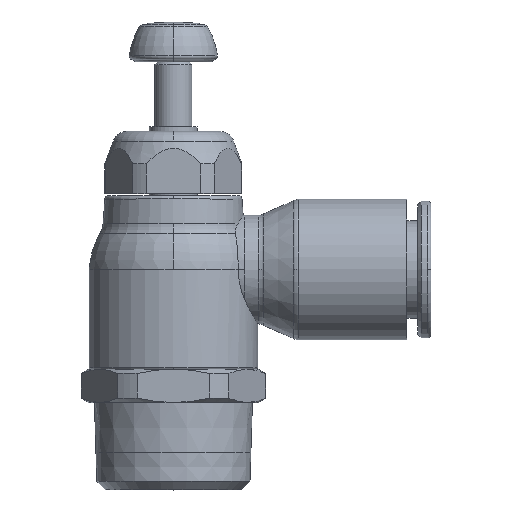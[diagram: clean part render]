
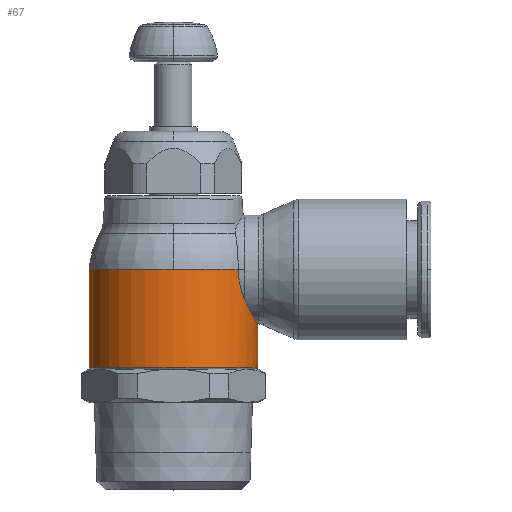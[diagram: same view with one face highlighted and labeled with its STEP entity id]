
A CAD part, top view. The second image highlights one B-rep face of the part: STEP entity #67.
In plain terms, the highlighted cylindrical face has radius 11.4 mm (diameter 22.801 mm), a partial arc.
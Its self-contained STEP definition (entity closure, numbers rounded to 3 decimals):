
#67=ADVANCED_FACE('',(#220),#221,.T.);
#220=FACE_OUTER_BOUND('',#495,.T.);
#221=CYLINDRICAL_SURFACE('',#496,11.4);
#495=EDGE_LOOP('',(#891,#892,#893,#894,#895,#896,#897,#898));
#496=AXIS2_PLACEMENT_3D('',#899,#900,#901);
#891=ORIENTED_EDGE('',*,*,#1851,.F.);
#892=ORIENTED_EDGE('',*,*,#1852,.T.);
#893=ORIENTED_EDGE('',*,*,#1808,.T.);
#894=ORIENTED_EDGE('',*,*,#1853,.F.);
#895=ORIENTED_EDGE('',*,*,#1854,.T.);
#896=ORIENTED_EDGE('',*,*,#1855,.T.);
#897=ORIENTED_EDGE('',*,*,#1848,.F.);
#898=ORIENTED_EDGE('',*,*,#1856,.F.);
#899=CARTESIAN_POINT('',(0.0,11.35,0.0));
#900=DIRECTION('',(0.0,1.0,0.0));
#901=DIRECTION('',(-1.0,0.0,0.0));
#1808=EDGE_CURVE('',#2159,#2165,#2167,.T.);
#1848=EDGE_CURVE('',#2238,#2241,#2242,.T.);
#1851=EDGE_CURVE('',#2246,#2247,#2248,.T.);
#1852=EDGE_CURVE('',#2246,#2159,#2249,.T.);
#1853=EDGE_CURVE('',#2250,#2165,#2251,.T.);
#1854=EDGE_CURVE('',#2250,#2252,#2253,.T.);
#1855=EDGE_CURVE('',#2252,#2241,#2254,.T.);
#1856=EDGE_CURVE('',#2247,#2238,#2255,.T.);
#2159=VERTEX_POINT('',#2704);
#2165=VERTEX_POINT('',#2710);
#2167=CIRCLE('',#2712,11.4);
#2238=VERTEX_POINT('',#2854);
#2241=VERTEX_POINT('',#2857);
#2242=CIRCLE('',#2858,11.4);
#2246=VERTEX_POINT('',#2873);
#2247=VERTEX_POINT('',#2874);
#2248=LINE('',#2875,#2876);
#2249=CIRCLE('',#2877,11.4);
#2250=VERTEX_POINT('',#2878);
#2251=LINE('',#2879,#2880);
#2252=VERTEX_POINT('',#2881);
#2253=B_SPLINE_CURVE_WITH_KNOTS('',3,(#2882,#2883,#2884,#2885,#2886,#2887,#2888,#2889,#2890,#2891,#2892,#2893,#2894,#2895,#2896,#2897,#2898,#2899,#2900,#2901,#2902,#2903,#2904,#2905,#2906,#2907),.UNSPECIFIED.,.F.,.F.,(4,2,2,2,2,2,2,2,2,2,2,2,4),(2.883,4.324,5.766,7.194,8.622,10.051,11.479,12.907,14.335,15.764,17.192,18.633,20.075),.UNSPECIFIED.);
#2254=B_SPLINE_CURVE_WITH_KNOTS('',3,(#2908,#2909,#2910,#2911,#2912,#2913,#2914,#2915,#2916,#2917,#2918,#2919,#2920,#2921,#2922,#2923,#2924,#2925,#2926,#2927,#2928,#2929,#2930,#2931,#2932,#2933,#2934,#2935,#2936,#2937,#2938,#2939,#2940,#2941,#2942,#2943,#2944,#2945,#2946,#2947,#2948,#2949,#2950,#2951,#2952,#2953,#2954,#2955,#2956,#2957,#2958,#2959,#2960,#2961),.UNSPECIFIED.,.F.,.F.,(4,2,2,2,2,2,2,2,2,2,2,2,2,2,2,2,2,2,2,2,2,2,2,2,2,2,4),(0.471,0.943,2.167,3.391,4.616,5.84,6.434,7.028,7.623,8.217,9.201,10.186,11.171,12.155,13.14,14.125,15.109,16.094,16.688,17.282,17.876,18.471,19.695,20.919,22.144,23.368,23.839),.UNSPECIFIED.);
#2255=CIRCLE('',#2962,11.4);
#2704=CARTESIAN_POINT('',(0.,4.7,11.4));
#2710=CARTESIAN_POINT('',(11.4,4.7,0.));
#2712=AXIS2_PLACEMENT_3D('',#3954,#3955,#3956);
#2854=CARTESIAN_POINT('',(0.,18.0,11.4));
#2857=CARTESIAN_POINT('',(8.762,18.0,7.294));
#2858=AXIS2_PLACEMENT_3D('',#4027,#4028,#4029);
#2873=CARTESIAN_POINT('',(-11.4,4.7,0.0));
#2874=CARTESIAN_POINT('',(-11.4,18.0,0.));
#2875=CARTESIAN_POINT('',(-11.4,11.35,0.));
#2876=VECTOR('',#4033,1.0);
#2877=AXIS2_PLACEMENT_3D('',#4034,#4035,#4036);
#2878=CARTESIAN_POINT('',(11.4,10.66,0.));
#2879=CARTESIAN_POINT('',(11.4,11.35,0.));
#2880=VECTOR('',#4037,1.0);
#2881=CARTESIAN_POINT('',(9.58,14.04,6.18));
#2882=CARTESIAN_POINT('',(9.177,15.15,-6.764));
#2883=CARTESIAN_POINT('',(9.316,14.702,-6.575));
#2884=CARTESIAN_POINT('',(9.478,14.276,-6.343));
#2885=CARTESIAN_POINT('',(9.814,13.49,-5.81));
#2886=CARTESIAN_POINT('',(9.987,13.129,-5.51));
#2887=CARTESIAN_POINT('',(10.312,12.493,-4.874));
#2888=CARTESIAN_POINT('',(10.477,12.193,-4.515));
#2889=CARTESIAN_POINT('',(10.782,11.659,-3.728));
#2890=CARTESIAN_POINT('',(10.922,11.426,-3.3));
#2891=CARTESIAN_POINT('',(11.155,11.046,-2.399));
#2892=CARTESIAN_POINT('',(11.247,10.9,-1.926));
#2893=CARTESIAN_POINT('',(11.37,10.707,-0.964));
#2894=CARTESIAN_POINT('',(11.4,10.66,-0.476));
#2895=CARTESIAN_POINT('',(11.4,10.66,0.476));
#2896=CARTESIAN_POINT('',(11.37,10.707,0.964));
#2897=CARTESIAN_POINT('',(11.247,10.9,1.926));
#2898=CARTESIAN_POINT('',(11.155,11.046,2.399));
#2899=CARTESIAN_POINT('',(10.922,11.426,3.3));
#2900=CARTESIAN_POINT('',(10.782,11.659,3.728));
#2901=CARTESIAN_POINT('',(10.477,12.193,4.515));
#2902=CARTESIAN_POINT('',(10.312,12.493,4.874));
#2903=CARTESIAN_POINT('',(9.987,13.129,5.51));
#2904=CARTESIAN_POINT('',(9.814,13.49,5.81));
#2905=CARTESIAN_POINT('',(9.478,14.276,6.343));
#2906=CARTESIAN_POINT('',(9.316,14.702,6.575));
#2907=CARTESIAN_POINT('',(9.177,15.15,6.764));
#2908=CARTESIAN_POINT('',(8.775,18.502,-7.278));
#2909=CARTESIAN_POINT('',(8.766,18.33,-7.289));
#2910=CARTESIAN_POINT('',(8.762,18.157,-7.294));
#2911=CARTESIAN_POINT('',(8.762,17.592,-7.294));
#2912=CARTESIAN_POINT('',(8.788,17.171,-7.262));
#2913=CARTESIAN_POINT('',(8.897,16.334,-7.129));
#2914=CARTESIAN_POINT('',(8.979,15.919,-7.027));
#2915=CARTESIAN_POINT('',(9.186,15.121,-6.754));
#2916=CARTESIAN_POINT('',(9.31,14.739,-6.584));
#2917=CARTESIAN_POINT('',(9.579,14.027,-6.187));
#2918=CARTESIAN_POINT('',(9.723,13.698,-5.959));
#2919=CARTESIAN_POINT('',(9.933,13.26,-5.597));
#2920=CARTESIAN_POINT('',(10.006,13.116,-5.466));
#2921=CARTESIAN_POINT('',(10.153,12.834,-5.187));
#2922=CARTESIAN_POINT('',(10.229,12.696,-5.037));
#2923=CARTESIAN_POINT('',(10.377,12.436,-4.725));
#2924=CARTESIAN_POINT('',(10.449,12.312,-4.562));
#2925=CARTESIAN_POINT('',(10.587,12.085,-4.233));
#2926=CARTESIAN_POINT('',(10.652,11.98,-4.065));
#2927=CARTESIAN_POINT('',(10.811,11.732,-3.63));
#2928=CARTESIAN_POINT('',(10.907,11.587,-3.334));
#2929=CARTESIAN_POINT('',(11.079,11.335,-2.708));
#2930=CARTESIAN_POINT('',(11.155,11.228,-2.379));
#2931=CARTESIAN_POINT('',(11.278,11.056,-1.703));
#2932=CARTESIAN_POINT('',(11.325,10.992,-1.357));
#2933=CARTESIAN_POINT('',(11.386,10.909,-0.67));
#2934=CARTESIAN_POINT('',(11.4,10.889,-0.328));
#2935=CARTESIAN_POINT('',(11.4,10.889,0.328));
#2936=CARTESIAN_POINT('',(11.386,10.909,0.67));
#2937=CARTESIAN_POINT('',(11.325,10.992,1.357));
#2938=CARTESIAN_POINT('',(11.278,11.056,1.703));
#2939=CARTESIAN_POINT('',(11.155,11.228,2.379));
#2940=CARTESIAN_POINT('',(11.079,11.335,2.708));
#2941=CARTESIAN_POINT('',(10.907,11.587,3.334));
#2942=CARTESIAN_POINT('',(10.811,11.732,3.63));
#2943=CARTESIAN_POINT('',(10.652,11.98,4.065));
#2944=CARTESIAN_POINT('',(10.587,12.085,4.233));
#2945=CARTESIAN_POINT('',(10.449,12.312,4.562));
#2946=CARTESIAN_POINT('',(10.377,12.436,4.725));
#2947=CARTESIAN_POINT('',(10.229,12.696,5.037));
#2948=CARTESIAN_POINT('',(10.153,12.834,5.187));
#2949=CARTESIAN_POINT('',(10.006,13.116,5.466));
#2950=CARTESIAN_POINT('',(9.933,13.26,5.597));
#2951=CARTESIAN_POINT('',(9.723,13.698,5.959));
#2952=CARTESIAN_POINT('',(9.579,14.027,6.187));
#2953=CARTESIAN_POINT('',(9.31,14.739,6.584));
#2954=CARTESIAN_POINT('',(9.186,15.121,6.754));
#2955=CARTESIAN_POINT('',(8.979,15.919,7.027));
#2956=CARTESIAN_POINT('',(8.897,16.334,7.129));
#2957=CARTESIAN_POINT('',(8.788,17.171,7.262));
#2958=CARTESIAN_POINT('',(8.762,17.592,7.294));
#2959=CARTESIAN_POINT('',(8.762,18.157,7.294));
#2960=CARTESIAN_POINT('',(8.766,18.33,7.289));
#2961=CARTESIAN_POINT('',(8.775,18.502,7.278));
#2962=AXIS2_PLACEMENT_3D('',#4038,#4039,#4040);
#3954=CARTESIAN_POINT('',(0.0,4.7,0.0));
#3955=DIRECTION('',(0.0,1.0,0.0));
#3956=DIRECTION('',(-1.0,0.0,0.0));
#4027=CARTESIAN_POINT('',(0.0,18.0,0.0));
#4028=DIRECTION('',(0.0,1.0,0.0));
#4029=DIRECTION('',(-1.0,0.0,0.0));
#4033=DIRECTION('',(0.0,1.0,0.0));
#4034=CARTESIAN_POINT('',(0.0,4.7,0.0));
#4035=DIRECTION('',(0.0,1.0,0.0));
#4036=DIRECTION('',(-1.0,0.0,0.0));
#4037=DIRECTION('',(-0.0,-1.0,-0.0));
#4038=CARTESIAN_POINT('',(0.0,18.0,0.0));
#4039=DIRECTION('',(0.0,1.0,0.0));
#4040=DIRECTION('',(-1.0,0.0,0.0));
